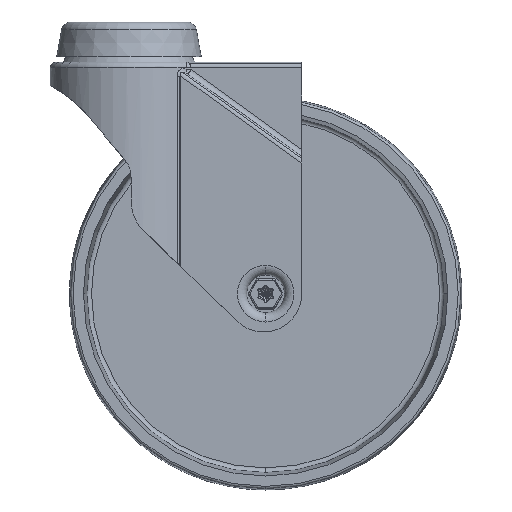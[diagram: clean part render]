
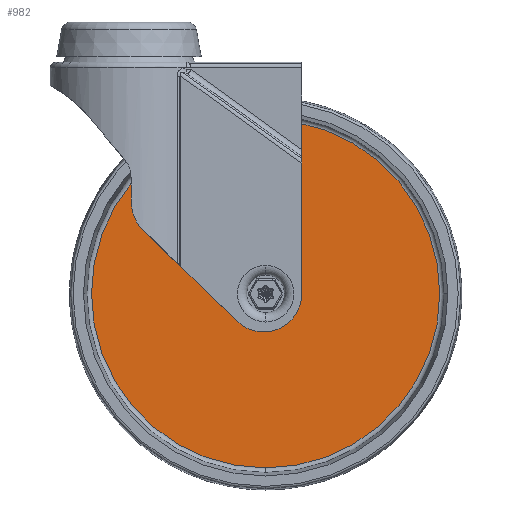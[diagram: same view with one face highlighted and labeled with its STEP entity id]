
A CAD part, front view. The second image highlights one B-rep face of the part: STEP entity #982.
In plain terms, the highlighted planar face has unit normal (0, -1, 0).
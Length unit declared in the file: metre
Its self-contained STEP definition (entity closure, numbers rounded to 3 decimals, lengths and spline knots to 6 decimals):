
#982=ADVANCED_FACE('',(#1610,#1611),#1612,.T.);
#1610=FACE_OUTER_BOUND('',#6450,.T.);
#1611=FACE_BOUND('',#6451,.T.);
#1612=PLANE('',#6452);
#6450=EDGE_LOOP('',(#15467,#15468,#15469));
#6451=EDGE_LOOP('',(#15470,#15471,#15472));
#6452=AXIS2_PLACEMENT_3D('',#15473,#15474,#15475);
#15467=ORIENTED_EDGE('',*,*,#17454,.F.);
#15468=ORIENTED_EDGE('',*,*,#17455,.F.);
#15469=ORIENTED_EDGE('',*,*,#17395,.F.);
#15470=ORIENTED_EDGE('',*,*,#17452,.T.);
#15471=ORIENTED_EDGE('',*,*,#17402,.T.);
#15472=ORIENTED_EDGE('',*,*,#17453,.T.);
#15473=CARTESIAN_POINT('',(-0.032463,-0.0025,0.0));
#15474=DIRECTION('',(0.,-1.0,0.0));
#15475=DIRECTION('',(1.0,0.,-0.0));
#17395=EDGE_CURVE('',#18589,#18592,#18593,.T.);
#17402=EDGE_CURVE('',#18597,#18603,#18605,.T.);
#17452=EDGE_CURVE('',#18686,#18597,#18687,.T.);
#17453=EDGE_CURVE('',#18603,#18686,#18688,.T.);
#17454=EDGE_CURVE('',#18689,#18589,#18690,.T.);
#17455=EDGE_CURVE('',#18592,#18689,#18691,.T.);
#18589=VERTEX_POINT('',#22043);
#18592=VERTEX_POINT('',#22046);
#18593=CIRCLE('',#22047,0.055426);
#18597=VERTEX_POINT('',#22051);
#18603=VERTEX_POINT('',#22057);
#18605=CIRCLE('',#22059,0.0095);
#18686=VERTEX_POINT('',#22148);
#18687=CIRCLE('',#22149,0.0095);
#18688=CIRCLE('',#22150,0.0095);
#18689=VERTEX_POINT('',#22151);
#18690=CIRCLE('',#22152,0.055426);
#18691=CIRCLE('',#22153,0.055426);
#22043=CARTESIAN_POINT('',(0.,-0.0025,0.055426));
#22046=CARTESIAN_POINT('',(0.,-0.0025,-0.055426));
#22047=AXIS2_PLACEMENT_3D('',#32890,#32891,#32892);
#22051=CARTESIAN_POINT('',(0.,-0.0025,0.0095));
#22057=CARTESIAN_POINT('',(0.,-0.0025,-0.0095));
#22059=AXIS2_PLACEMENT_3D('',#32911,#32912,#32913);
#22148=CARTESIAN_POINT('',(-0.0095,-0.0025,0.0));
#22149=AXIS2_PLACEMENT_3D('',#33045,#33046,#33047);
#22150=AXIS2_PLACEMENT_3D('',#33048,#33049,#33050);
#22151=CARTESIAN_POINT('',(-0.055426,-0.0025,0.0));
#22152=AXIS2_PLACEMENT_3D('',#33051,#33052,#33053);
#22153=AXIS2_PLACEMENT_3D('',#33054,#33055,#33056);
#32890=CARTESIAN_POINT('',(0.,-0.0025,0.0));
#32891=DIRECTION('',(0.,1.0,0.0));
#32892=DIRECTION('',(-1.0,0.,0.0));
#32911=CARTESIAN_POINT('',(0.,-0.0025,0.0));
#32912=DIRECTION('',(0.,1.0,0.0));
#32913=DIRECTION('',(-1.0,0.,0.0));
#33045=CARTESIAN_POINT('',(0.,-0.0025,0.0));
#33046=DIRECTION('',(0.,1.0,0.0));
#33047=DIRECTION('',(-1.0,0.,0.0));
#33048=CARTESIAN_POINT('',(0.,-0.0025,0.0));
#33049=DIRECTION('',(0.,1.0,0.0));
#33050=DIRECTION('',(-1.0,0.,0.0));
#33051=CARTESIAN_POINT('',(0.,-0.0025,0.0));
#33052=DIRECTION('',(0.,1.0,0.0));
#33053=DIRECTION('',(-1.0,0.,0.0));
#33054=CARTESIAN_POINT('',(0.,-0.0025,0.0));
#33055=DIRECTION('',(0.,1.0,0.0));
#33056=DIRECTION('',(-1.0,0.,0.0));
